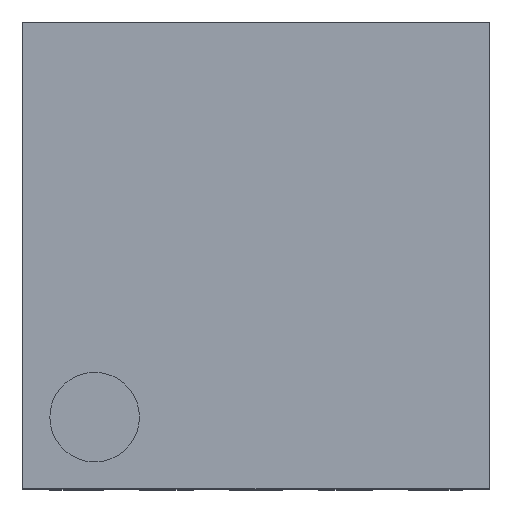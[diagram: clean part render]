
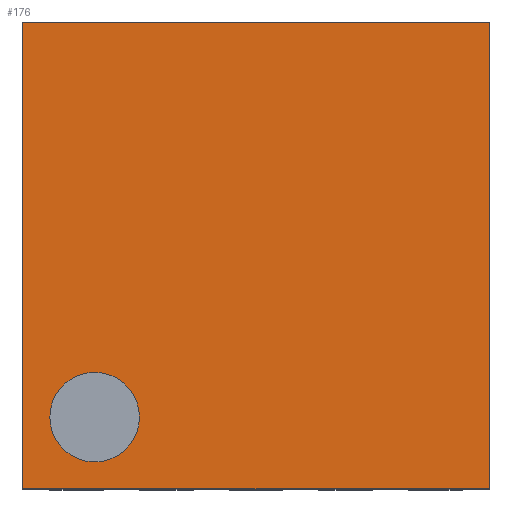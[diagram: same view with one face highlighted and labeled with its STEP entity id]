
A CAD part, top view. The second image highlights one B-rep face of the part: STEP entity #176.
In plain terms, the highlighted planar face has unit normal (0, 0, 1).
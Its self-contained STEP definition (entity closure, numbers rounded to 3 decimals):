
#47 = VERTEX_POINT('',#48);
#48 = CARTESIAN_POINT('',(0.,0.,0.7));
#63 = VERTEX_POINT('',#64);
#64 = CARTESIAN_POINT('',(0.,2.6,0.7));
#70 = EDGE_CURVE('',#47,#63,#71,.T.);
#71 = LINE('',#72,#73);
#72 = CARTESIAN_POINT('',(0.,0.,0.7));
#73 = VECTOR('',#74,1.);
#74 = DIRECTION('',(0.,1.,0.));
#87 = VERTEX_POINT('',#88);
#88 = CARTESIAN_POINT('',(2.6,0.,0.7));
#103 = VERTEX_POINT('',#104);
#104 = CARTESIAN_POINT('',(2.6,2.6,0.7));
#110 = EDGE_CURVE('',#87,#103,#111,.T.);
#111 = LINE('',#112,#113);
#112 = CARTESIAN_POINT('',(2.6,0.,0.7));
#113 = VECTOR('',#114,1.);
#114 = DIRECTION('',(0.,1.,0.));
#131 = EDGE_CURVE('',#47,#87,#132,.T.);
#132 = LINE('',#133,#134);
#133 = CARTESIAN_POINT('',(0.,0.,0.7));
#134 = VECTOR('',#135,1.);
#135 = DIRECTION('',(1.,0.,0.));
#153 = EDGE_CURVE('',#63,#103,#154,.T.);
#154 = LINE('',#155,#156);
#155 = CARTESIAN_POINT('',(0.,2.6,0.7));
#156 = VECTOR('',#157,1.);
#157 = DIRECTION('',(1.,0.,0.));
#176 = ADVANCED_FACE('',(#177),#183,.T.);
#177 = FACE_BOUND('',#178,.T.);
#178 = EDGE_LOOP('',(#179,#180,#181,#182));
#179 = ORIENTED_EDGE('',*,*,#70,.F.);
#180 = ORIENTED_EDGE('',*,*,#131,.T.);
#181 = ORIENTED_EDGE('',*,*,#110,.T.);
#182 = ORIENTED_EDGE('',*,*,#153,.F.);
#183 = PLANE('',#184);
#184 = AXIS2_PLACEMENT_3D('',#185,#186,#187);
#185 = CARTESIAN_POINT('',(0.,0.,0.7));
#186 = DIRECTION('',(0.,0.,1.));
#187 = DIRECTION('',(1.,0.,0.));
